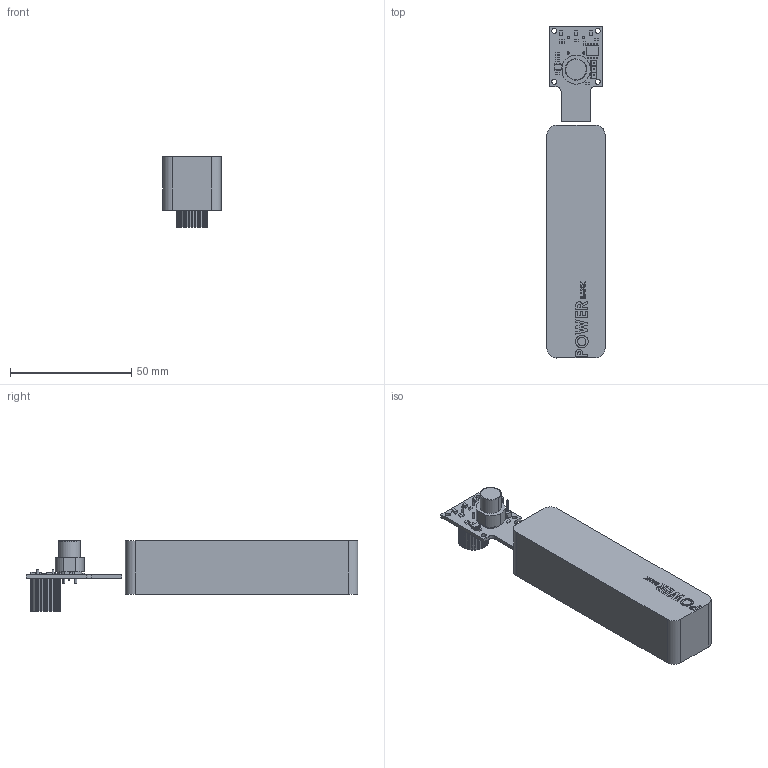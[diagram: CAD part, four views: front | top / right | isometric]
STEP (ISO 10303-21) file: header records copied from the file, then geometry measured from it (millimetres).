
FILE_DESCRIPTION(('Open CASCADE Model'),'2;1');
FILE_NAME('Open CASCADE Shape Model','2020-03-20T16:46:10',('Author'),( 'Open CASCADE'),'Open CASCADE STEP processor 6.8','Open CASCADE 6.8' ,'Unknown');
FILE_SCHEMA(('AUTOMOTIVE_DESIGN { 1 0 10303 214 1 1 1 1 }'));
Length unit declared in the file: millimetre
Products named in the file (54): PCB; Board; Open CASCADE STEP translator 6.8 1.1.1; C4; 5628777696; Extruded; SW1; User_Library-C_K_D6R10_gris; R6; 5628786096; R4; 5628777376; U3; 5628780896; 5628780656; 5628780336; 5628780096; U2; 5628782496; 5628781136; U1; 5628782736; 5628783536; Cylinder; R5; R3; R2; R1; LED1; 5628784016; LED2; LED3; CON1; 5628785936; 5628785456; 5628784976; C3; C2; C1; Free-Models ...
Assembly tree (88 placements, depth 4):
  PCB
    Board
      Open CASCADE STEP translator 6.8 1.1.1
    C4
      5628777696
        Extruded
    SW1
      User_Library-C_K_D6R10_gris
    R6
      5628786096
        Extruded
    R4
      5628777376
        Extruded
    U3
      5628780896
        Extruded
      5628780656  x5
        Extruded
      5628780336  x5
        Extruded
      5628780096  x5
        Extruded
    U2
      5628782496  x8
        Extruded
      5628781136
        Extruded
    U1
      5628782736
        Extruded
      5628783536  x4
        Cylinder
    R5
      5628777376
        Extruded
    R3
      5628777376
        Extruded
    R2
      5628786096
        Extruded
    R1
      5628786096
        Extruded
    LED1
      5628784016
        Extruded
    LED2
      5628784016
        Extruded
    LED3
      5628784016
        Extruded
    CON1
      5628785936
        Extruded
      5628785456  x3
        Extruded
      5628784976  x3
Bounding box: 24 x 137 x 29.24 mm (x, y, z)
Volume: 53079.5 mm3; surface area: 14150.1 mm2
Topology: 53 solids, 53 shells, 562 faces, 1295 edges, 860 vertices
Faces by surface type: plane 491, cylinder 41, extrusion 28, bspline 2
Full cylindrical faces by diameter (mm): 0.8 x4, 1 x11, 2 x5
Entity records: 14760 total; most frequent: CARTESIAN_POINT 3367, ORIENTED_EDGE 1804, DIRECTION 1795, EDGE_CURVE 902, VECTOR 787, LINE 759, VERTEX_POINT 598, AXIS2_PLACEMENT_3D 504
